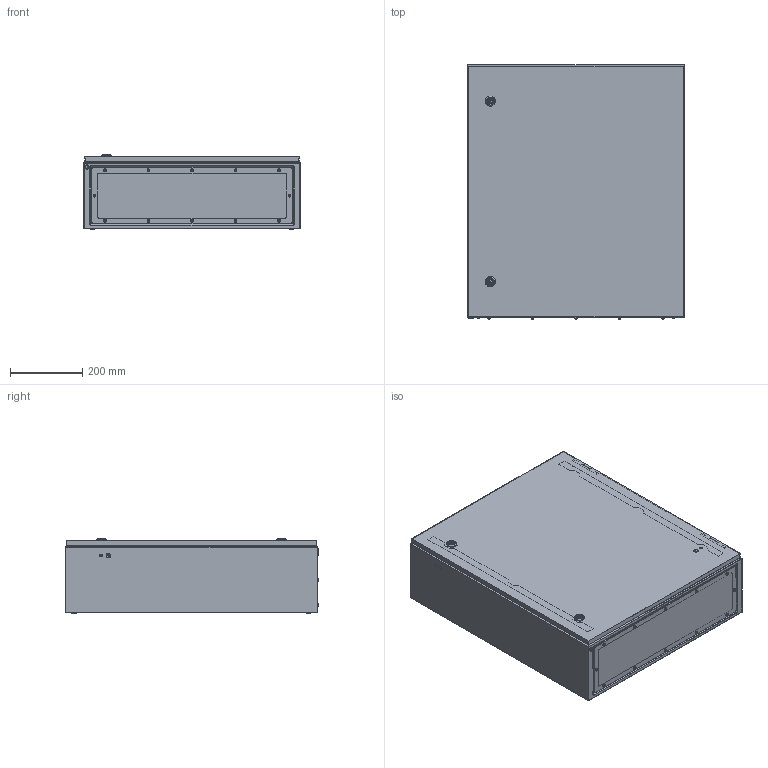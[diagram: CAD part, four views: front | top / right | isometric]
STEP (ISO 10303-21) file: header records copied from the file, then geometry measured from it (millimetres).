
FILE_DESCRIPTION (( 'STEP AP214' ), '1' );
FILE_NAME ('3331-6070-20-17.step', '2023-12-20T13:03:10', ( '' ), ( '' ), 'SwSTEP 2.0', 'SolidWorks 2019', '' );
FILE_SCHEMA (( 'AUTOMOTIVE_DESIGN' ));
Length unit declared in the file: millimetre
Products named in the file (6): Tuer_wg_3331-6070-00-97; Montageplattenbeipack_wg_6070; Kabeleinfuehrungsplatte_wg_3080-7055-12-27; Korpus_wg_6070-20; 3331-6070-20-17; Montageplatte_wg_0331-6070-00-13
Assembly tree (5 placements, depth 2):
  3331-6070-20-17
    Korpus_wg_6070-20
    Tuer_wg_3331-6070-00-97
    Kabeleinfuehrungsplatte_wg_3080-7055-12-27
    Montageplatte_wg_0331-6070-00-13
    Montageplattenbeipack_wg_6070
Bounding box: 600 x 703.1 x 207 mm (x, y, z)
Volume: 3135316.7 mm3; surface area: 3799206.7 mm2
Topology: 36 solids, 36 shells, 1855 faces, 4724 edges, 3051 vertices
Faces by surface type: plane 1077, cylinder 552, cone 164, torus 28, sphere 18, bspline 16
Entity records: 74638 total; most frequent: CARTESIAN_POINT 19308, DIRECTION 9566, ORIENTED_EDGE 9432, EDGE_CURVE 4716, AXIS2_PLACEMENT_3D 3363, VERTEX_POINT 3051, LINE 2840, VECTOR 2840
